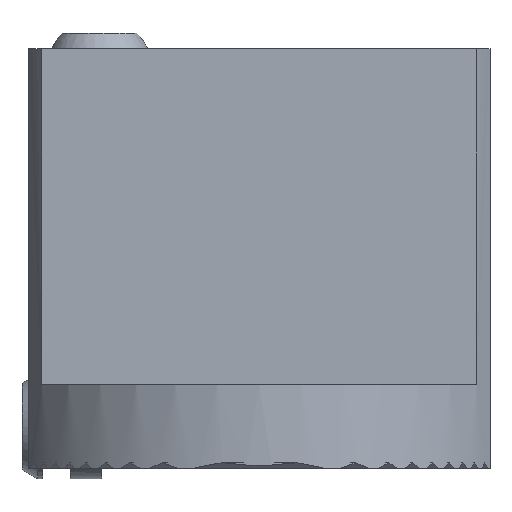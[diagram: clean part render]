
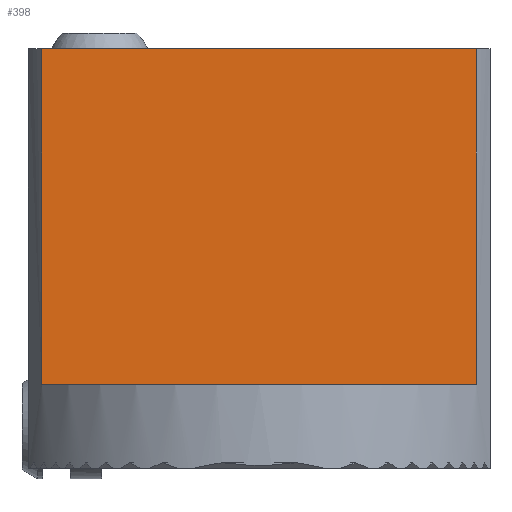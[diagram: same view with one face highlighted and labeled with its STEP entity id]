
A CAD part, left-side view. The second image highlights one B-rep face of the part: STEP entity #398.
In plain terms, the highlighted planar face has unit normal (-1, 0, 0).
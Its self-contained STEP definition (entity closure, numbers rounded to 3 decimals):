
#398=ADVANCED_FACE('',(#832),#620,.T.);
#620=PLANE('',#4751);
#832=FACE_OUTER_BOUND('',#1049,.T.);
#1049=EDGE_LOOP('',(#2636,#2637,#2638,#2639));
#1299=LINE('',#6642,#1665);
#1300=LINE('',#6646,#1666);
#1304=LINE('',#6763,#1670);
#1466=LINE('',#7418,#1832);
#1665=VECTOR('',#5259,1.);
#1666=VECTOR('',#5262,1.);
#1670=VECTOR('',#5378,1.);
#1832=VECTOR('',#5832,1.);
#2636=ORIENTED_EDGE('',*,*,#3935,.F.);
#2637=ORIENTED_EDGE('',*,*,#3876,.F.);
#2638=ORIENTED_EDGE('',*,*,#4202,.T.);
#2639=ORIENTED_EDGE('',*,*,#3874,.F.);
#3419=VERTEX_POINT('',#6641);
#3420=VERTEX_POINT('',#6643);
#3421=VERTEX_POINT('',#6645);
#3422=VERTEX_POINT('',#6647);
#3874=EDGE_CURVE('',#3419,#3420,#1299,.T.);
#3876=EDGE_CURVE('',#3421,#3422,#1300,.T.);
#3935=EDGE_CURVE('',#3422,#3419,#1304,.T.);
#4202=EDGE_CURVE('',#3421,#3420,#1466,.T.);
#4751=AXIS2_PLACEMENT_3D('',#7419,#5833,#5834);
#5259=DIRECTION('',(0.,0.,-1.));
#5262=DIRECTION('',(0.,0.,1.));
#5378=DIRECTION('',(0.,-1.,0.));
#5832=DIRECTION('',(0.,-1.,0.));
#5833=DIRECTION('',(-1.,0.,0.));
#5834=DIRECTION('',(0.,-1.,0.));
#6641=CARTESIAN_POINT('',(-14.,-20.712,38.6));
#6642=CARTESIAN_POINT('',(-14.,-20.712,-1.4));
#6643=CARTESIAN_POINT('',(-14.,-20.712,6.6));
#6645=CARTESIAN_POINT('',(-14.,20.712,6.6));
#6646=CARTESIAN_POINT('',(-14.,20.712,-1.4));
#6647=CARTESIAN_POINT('',(-14.,20.712,38.6));
#6763=CARTESIAN_POINT('',(-14.,0.,38.6));
#7418=CARTESIAN_POINT('',(-14.,31.,6.6));
#7419=CARTESIAN_POINT('',(-14.,31.,48.6));
